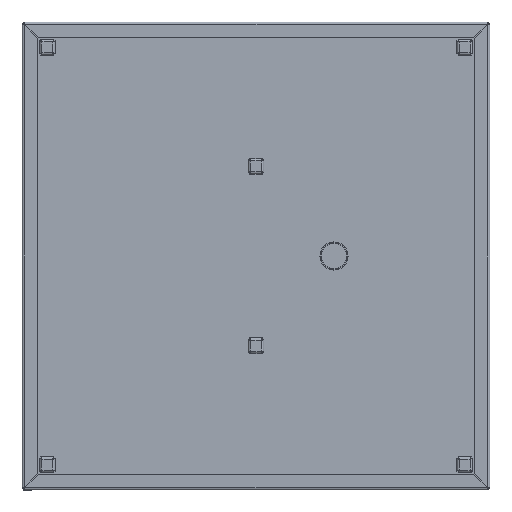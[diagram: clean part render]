
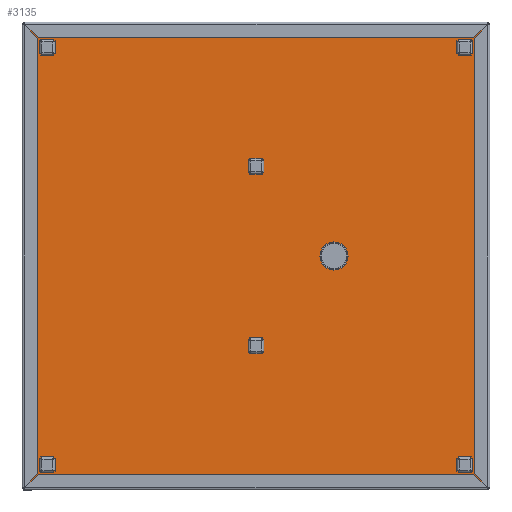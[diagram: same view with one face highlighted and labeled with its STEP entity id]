
A CAD part, front view. The second image highlights one B-rep face of the part: STEP entity #3135.
In plain terms, the highlighted planar face has unit normal (0, -1, 0).
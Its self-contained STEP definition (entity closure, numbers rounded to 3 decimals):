
#162 = ORIENTED_EDGE ( 'NONE', *, *, #907, .T. ) ;
#397 = DIRECTION ( 'NONE',  ( 0., 0., -1. ) ) ;
#568 = CARTESIAN_POINT ( 'NONE',  ( -200., -3., -36. ) ) ;
#729 = DIRECTION ( 'NONE',  ( 0., 0., 1. ) ) ;
#787 = CARTESIAN_POINT ( 'NONE',  ( 0., -3., 0. ) ) ;
#907 = EDGE_CURVE ( 'NONE', #1239, #5268, #3250, .T. ) ;
#1239 = VERTEX_POINT ( 'NONE', #568 ) ;
#1826 = AXIS2_PLACEMENT_3D ( 'NONE', #9305, #6177, #8463 ) ;
#1833 = EDGE_CURVE ( 'NONE', #5261, #3580, #5792, .T. ) ;
#1870 = DIRECTION ( 'NONE',  ( 0., 0., 1. ) ) ;
#2660 = ORIENTED_EDGE ( 'NONE', *, *, #7517, .F. ) ;
#2769 = CARTESIAN_POINT ( 'NONE',  ( -594., -3., -594. ) ) ;
#3135 = ADVANCED_FACE ( 'NONE', ( #7402, #6706 ), #9121, .F. ) ;
#3230 = VERTEX_POINT ( 'NONE', #7909 ) ;
#3250 = CIRCLE ( 'NONE', #1826, 36. ) ;
#3265 = VECTOR ( 'NONE', #397, 1000. ) ;
#3580 = VERTEX_POINT ( 'NONE', #3709 ) ;
#3709 = CARTESIAN_POINT ( 'NONE',  ( -594., -3., 594. ) ) ;
#3799 = DIRECTION ( 'NONE',  ( 0., 1., 0. ) ) ;
#4231 = CARTESIAN_POINT ( 'NONE',  ( 594., -3., -594. ) ) ;
#4271 = EDGE_CURVE ( 'NONE', #3230, #7489, #6473, .T. ) ;
#4488 = CARTESIAN_POINT ( 'NONE',  ( -594., -3., -594. ) ) ;
#4585 = VECTOR ( 'NONE', #4805, 1000. ) ;
#4805 = DIRECTION ( 'NONE',  ( 1., 0., 0. ) ) ;
#4910 = VECTOR ( 'NONE', #6521, 1000. ) ;
#5176 = LINE ( 'NONE', #2769, #4910 ) ;
#5261 = VERTEX_POINT ( 'NONE', #9127 ) ;
#5268 = VERTEX_POINT ( 'NONE', #6245 ) ;
#5561 = DIRECTION ( 'NONE',  ( 0., 1., 0. ) ) ;
#5605 = EDGE_CURVE ( 'NONE', #5268, #1239, #5992, .T. ) ;
#5702 = CARTESIAN_POINT ( 'NONE',  ( -200., -3., 0. ) ) ;
#5792 = LINE ( 'NONE', #4488, #9497 ) ;
#5950 = AXIS2_PLACEMENT_3D ( 'NONE', #787, #3799, #9019 ) ;
#5992 = CIRCLE ( 'NONE', #8573, 36. ) ;
#6177 = DIRECTION ( 'NONE',  ( 0., 1., 0. ) ) ;
#6245 = CARTESIAN_POINT ( 'NONE',  ( -200., -3., 36. ) ) ;
#6422 = CARTESIAN_POINT ( 'NONE',  ( 594., -3., -594. ) ) ;
#6473 = LINE ( 'NONE', #6422, #3265 ) ;
#6521 = DIRECTION ( 'NONE',  ( -1., 0., 0. ) ) ;
#6706 = FACE_OUTER_BOUND ( 'NONE', #6931, .T. ) ;
#6931 = EDGE_LOOP ( 'NONE', ( #8361, #2660, #9762, #8598 ) ) ;
#7298 = LINE ( 'NONE', #8012, #4585 ) ;
#7402 = FACE_BOUND ( 'NONE', #9785, .T. ) ;
#7489 = VERTEX_POINT ( 'NONE', #4231 ) ;
#7517 = EDGE_CURVE ( 'NONE', #3580, #3230, #7298, .T. ) ;
#7909 = CARTESIAN_POINT ( 'NONE',  ( 594., -3., 594. ) ) ;
#8012 = CARTESIAN_POINT ( 'NONE',  ( -594., -3., 594. ) ) ;
#8070 = EDGE_CURVE ( 'NONE', #7489, #5261, #5176, .T. ) ;
#8361 = ORIENTED_EDGE ( 'NONE', *, *, #4271, .F. ) ;
#8463 = DIRECTION ( 'NONE',  ( 0., 0., 1. ) ) ;
#8573 = AXIS2_PLACEMENT_3D ( 'NONE', #5702, #5561, #1870 ) ;
#8598 = ORIENTED_EDGE ( 'NONE', *, *, #8070, .F. ) ;
#9019 = DIRECTION ( 'NONE',  ( 0., 0., 1. ) ) ;
#9121 = PLANE ( 'NONE',  #5950 ) ;
#9127 = CARTESIAN_POINT ( 'NONE',  ( -594., -3., -594. ) ) ;
#9305 = CARTESIAN_POINT ( 'NONE',  ( -200., -3., 0. ) ) ;
#9497 = VECTOR ( 'NONE', #729, 1000. ) ;
#9592 = ORIENTED_EDGE ( 'NONE', *, *, #5605, .T. ) ;
#9762 = ORIENTED_EDGE ( 'NONE', *, *, #1833, .F. ) ;
#9785 = EDGE_LOOP ( 'NONE', ( #9592, #162 ) ) ;
